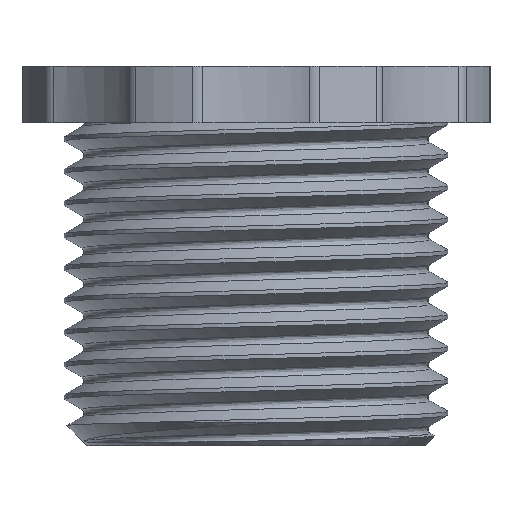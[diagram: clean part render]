
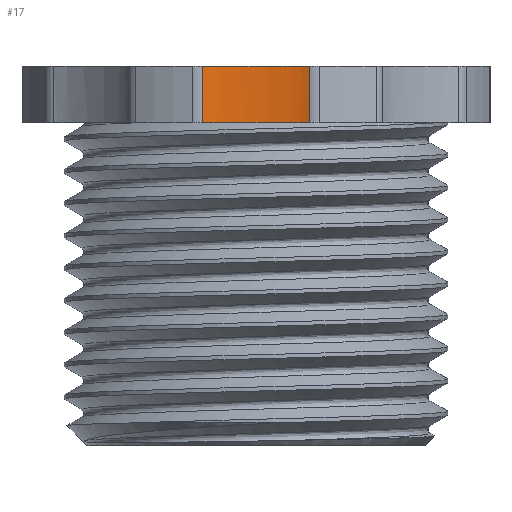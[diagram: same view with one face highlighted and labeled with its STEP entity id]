
A CAD part, front view. The second image highlights one B-rep face of the part: STEP entity #17.
In plain terms, the highlighted face is a extrusion surface.
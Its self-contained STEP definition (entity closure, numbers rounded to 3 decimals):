
#17 = ADVANCED_FACE('',(#18),#33,.F.);
#18 = FACE_BOUND('',#19,.F.);
#19 = EDGE_LOOP('',(#20,#59,#99,#132,#172,#196));
#20 = ORIENTED_EDGE('',*,*,#21,.F.);
#21 = EDGE_CURVE('',#22,#24,#26,.T.);
#22 = VERTEX_POINT('',#23);
#23 = CARTESIAN_POINT('',(-6.654,-28.89,0.));
#24 = VERTEX_POINT('',#25);
#25 = CARTESIAN_POINT('',(-4.037,-28.273,0.));
#26 = SURFACE_CURVE('',#27,(#32,#47),.PCURVE_S1.);
#27 = ELLIPSE('',#28,8.,2.);
#28 = AXIS2_PLACEMENT_3D('',#29,#30,#31);
#29 = CARTESIAN_POINT('',(0.,-30.,0.));
#30 = DIRECTION('',(0.,-0.,-1.));
#31 = DIRECTION('',(1.,0.,0.));
#32 = PCURVE('',#33,#41);
#33 = SURFACE_OF_LINEAR_EXTRUSION('',#34,#39);
#34 = ELLIPSE('',#35,8.,2.);
#35 = AXIS2_PLACEMENT_3D('',#36,#37,#38);
#36 = CARTESIAN_POINT('',(0.,-30.,0.));
#37 = DIRECTION('',(0.,-0.,-1.));
#38 = DIRECTION('',(1.,0.,0.));
#39 = VECTOR('',#40,1.);
#40 = DIRECTION('',(-0.,-0.,-1.));
#41 = DEFINITIONAL_REPRESENTATION('',(#42),#46);
#42 = LINE('',#43,#44);
#43 = CARTESIAN_POINT('',(0.,0.));
#44 = VECTOR('',#45,1.);
#45 = DIRECTION('',(1.,0.));
#46 = ( GEOMETRIC_REPRESENTATION_CONTEXT(2) 
PARAMETRIC_REPRESENTATION_CONTEXT() REPRESENTATION_CONTEXT('2D SPACE',''
  ) );
#47 = PCURVE('',#48,#53);
#48 = PLANE('',#49);
#49 = AXIS2_PLACEMENT_3D('',#50,#51,#52);
#50 = CARTESIAN_POINT('',(0.,0.,0.));
#51 = DIRECTION('',(-0.,-0.,-1.));
#52 = DIRECTION('',(-1.,0.,0.));
#53 = DEFINITIONAL_REPRESENTATION('',(#54),#58);
#54 = ELLIPSE('',#55,8.,2.);
#55 = AXIS2_PLACEMENT_2D('',#56,#57);
#56 = CARTESIAN_POINT('',(0.,-30.));
#57 = DIRECTION('',(-1.,0.));
#58 = ( GEOMETRIC_REPRESENTATION_CONTEXT(2) 
PARAMETRIC_REPRESENTATION_CONTEXT() REPRESENTATION_CONTEXT('2D SPACE',''
  ) );
#59 = ORIENTED_EDGE('',*,*,#60,.F.);
#60 = EDGE_CURVE('',#61,#22,#63,.T.);
#61 = VERTEX_POINT('',#62);
#62 = CARTESIAN_POINT('',(-6.654,-28.89,7.));
#63 = SURFACE_CURVE('',#64,(#70,#76),.PCURVE_S1.);
#64 = B_SPLINE_CURVE_WITH_KNOTS('',2,(#65,#66,#67,#68,#69),
  .UNSPECIFIED.,.F.,.F.,(3,1,1,3),(-0.428,0.,
    7.,7.428),.UNSPECIFIED.);
#65 = CARTESIAN_POINT('',(-6.654,-28.89,7.428));
#66 = CARTESIAN_POINT('',(-6.654,-28.89,7.214));
#67 = CARTESIAN_POINT('',(-6.654,-28.89,3.5));
#68 = CARTESIAN_POINT('',(-6.654,-28.89,-0.214));
#69 = CARTESIAN_POINT('',(-6.654,-28.89,-0.428));
#70 = PCURVE('',#33,#71);
#71 = DEFINITIONAL_REPRESENTATION('',(#72),#75);
#72 = B_SPLINE_CURVE_WITH_KNOTS('',1,(#73,#74),.UNSPECIFIED.,.F.,.F.,(2,
    2),(0.,7.),.PIECEWISE_BEZIER_KNOTS.);
#73 = CARTESIAN_POINT('',(3.73,-7.));
#74 = CARTESIAN_POINT('',(3.73,0.));
#75 = ( GEOMETRIC_REPRESENTATION_CONTEXT(2) 
PARAMETRIC_REPRESENTATION_CONTEXT() REPRESENTATION_CONTEXT('2D SPACE',''
  ) );
#76 = PCURVE('',#77,#93);
#77 = ( BOUNDED_SURFACE() B_SPLINE_SURFACE(2,2,(
    (#78,#79,#80,#81,#82)
    ,(#83,#84,#85,#86,#87)
    ,(#88,#89,#90,#91,#92
)),.UNSPECIFIED.,.F.,.F.,.F.) B_SPLINE_SURFACE_WITH_KNOTS((3,3),(3,1,1,3
    ),(0.,7.),(-0.428,0.,7.,
7.428),.UNSPECIFIED.) GEOMETRIC_REPRESENTATION_ITEM() 
RATIONAL_B_SPLINE_SURFACE((
    (1.,1.,1.,1.,1.)
    ,(0.952,0.952,0.952,0.952,0.952)
,(1.,1.,1.,1.,1.))) REPRESENTATION_ITEM('') SURFACE() );
#78 = CARTESIAN_POINT('',(-6.654,-28.89,7.428));
#79 = CARTESIAN_POINT('',(-6.654,-28.89,7.214));
#80 = CARTESIAN_POINT('',(-6.654,-28.89,3.5));
#81 = CARTESIAN_POINT('',(-6.654,-28.89,-0.214));
#82 = CARTESIAN_POINT('',(-6.654,-28.89,-0.428));
#83 = CARTESIAN_POINT('',(-7.258,-29.116,7.428));
#84 = CARTESIAN_POINT('',(-7.258,-29.116,7.214));
#85 = CARTESIAN_POINT('',(-7.258,-29.116,3.5));
#86 = CARTESIAN_POINT('',(-7.258,-29.116,-0.214));
#87 = CARTESIAN_POINT('',(-7.258,-29.116,-0.428));
#88 = CARTESIAN_POINT('',(-7.881,-28.946,7.428));
#89 = CARTESIAN_POINT('',(-7.881,-28.946,7.214));
#90 = CARTESIAN_POINT('',(-7.881,-28.946,3.5));
#91 = CARTESIAN_POINT('',(-7.881,-28.946,-0.214));
#92 = CARTESIAN_POINT('',(-7.881,-28.946,-0.428));
#93 = DEFINITIONAL_REPRESENTATION('',(#94),#98);
#94 = LINE('',#95,#96);
#95 = CARTESIAN_POINT('',(0.,0.));
#96 = VECTOR('',#97,1.);
#97 = DIRECTION('',(0.,1.));
#98 = ( GEOMETRIC_REPRESENTATION_CONTEXT(2) 
PARAMETRIC_REPRESENTATION_CONTEXT() REPRESENTATION_CONTEXT('2D SPACE',''
  ) );
#99 = ORIENTED_EDGE('',*,*,#100,.T.);
#100 = EDGE_CURVE('',#61,#101,#103,.T.);
#101 = VERTEX_POINT('',#102);
#102 = CARTESIAN_POINT('',(6.654,-28.89,7.));
#103 = SURFACE_CURVE('',#104,(#109,#116),.PCURVE_S1.);
#104 = ELLIPSE('',#105,8.,2.);
#105 = AXIS2_PLACEMENT_3D('',#106,#107,#108);
#106 = CARTESIAN_POINT('',(0.,-30.,7.));
#107 = DIRECTION('',(0.,-0.,-1.));
#108 = DIRECTION('',(1.,0.,0.));
#109 = PCURVE('',#33,#110);
#110 = DEFINITIONAL_REPRESENTATION('',(#111),#115);
#111 = LINE('',#112,#113);
#112 = CARTESIAN_POINT('',(0.,-7.));
#113 = VECTOR('',#114,1.);
#114 = DIRECTION('',(1.,0.));
#115 = ( GEOMETRIC_REPRESENTATION_CONTEXT(2) 
PARAMETRIC_REPRESENTATION_CONTEXT() REPRESENTATION_CONTEXT('2D SPACE',''
  ) );
#116 = PCURVE('',#117,#122);
#117 = PLANE('',#118);
#118 = AXIS2_PLACEMENT_3D('',#119,#120,#121);
#119 = CARTESIAN_POINT('',(0.,0.,7.));
#120 = DIRECTION('',(0.,0.,1.));
#121 = DIRECTION('',(1.,0.,0.));
#122 = DEFINITIONAL_REPRESENTATION('',(#123),#131);
#123 = ( BOUNDED_CURVE() B_SPLINE_CURVE(2,(#124,#125,#126,#127,#128,#129
,#130),.UNSPECIFIED.,.T.,.F.) B_SPLINE_CURVE_WITH_KNOTS((1,2,2,2,2,1),(
    -2.094,0.,2.094,4.189,6.283,
8.378),.UNSPECIFIED.) CURVE() GEOMETRIC_REPRESENTATION_ITEM() 
RATIONAL_B_SPLINE_CURVE((1.,0.5,1.,0.5,1.,0.5,1.)) REPRESENTATION_ITEM(
  '') );
#124 = CARTESIAN_POINT('',(8.,-30.));
#125 = CARTESIAN_POINT('',(8.,-33.464));
#126 = CARTESIAN_POINT('',(-4.,-31.732));
#127 = CARTESIAN_POINT('',(-16.,-30.));
#128 = CARTESIAN_POINT('',(-4.,-28.268));
#129 = CARTESIAN_POINT('',(8.,-26.536));
#130 = CARTESIAN_POINT('',(8.,-30.));
#131 = ( GEOMETRIC_REPRESENTATION_CONTEXT(2) 
PARAMETRIC_REPRESENTATION_CONTEXT() REPRESENTATION_CONTEXT('2D SPACE',''
  ) );
#132 = ORIENTED_EDGE('',*,*,#133,.T.);
#133 = EDGE_CURVE('',#101,#134,#136,.T.);
#134 = VERTEX_POINT('',#135);
#135 = CARTESIAN_POINT('',(6.654,-28.89,0.));
#136 = SURFACE_CURVE('',#137,(#143,#149),.PCURVE_S1.);
#137 = B_SPLINE_CURVE_WITH_KNOTS('',2,(#138,#139,#140,#141,#142),
  .UNSPECIFIED.,.F.,.F.,(3,1,1,3),(-0.428,0.,
    7.,7.428),.UNSPECIFIED.);
#138 = CARTESIAN_POINT('',(6.654,-28.89,7.428));
#139 = CARTESIAN_POINT('',(6.654,-28.89,7.214));
#140 = CARTESIAN_POINT('',(6.654,-28.89,3.5));
#141 = CARTESIAN_POINT('',(6.654,-28.89,-0.214));
#142 = CARTESIAN_POINT('',(6.654,-28.89,-0.428));
#143 = PCURVE('',#33,#144);
#144 = DEFINITIONAL_REPRESENTATION('',(#145),#148);
#145 = B_SPLINE_CURVE_WITH_KNOTS('',1,(#146,#147),.UNSPECIFIED.,.F.,.F.,
  (2,2),(0.,7.),.PIECEWISE_BEZIER_KNOTS.);
#146 = CARTESIAN_POINT('',(5.695,-7.));
#147 = CARTESIAN_POINT('',(5.695,0.));
#148 = ( GEOMETRIC_REPRESENTATION_CONTEXT(2) 
PARAMETRIC_REPRESENTATION_CONTEXT() REPRESENTATION_CONTEXT('2D SPACE',''
  ) );
#149 = PCURVE('',#150,#166);
#150 = ( BOUNDED_SURFACE() B_SPLINE_SURFACE(2,2,(
    (#151,#152,#153,#154,#155)
    ,(#156,#157,#158,#159,#160)
    ,(#161,#162,#163,#164,#165
)),.UNSPECIFIED.,.F.,.F.,.F.) B_SPLINE_SURFACE_WITH_KNOTS((3,3),(3,1,1,3
    ),(0.,7.),(-0.428,0.,7.,
7.428),.UNSPECIFIED.) GEOMETRIC_REPRESENTATION_ITEM() 
RATIONAL_B_SPLINE_SURFACE((
    (1.,1.,1.,1.,1.)
    ,(0.952,0.952,0.952,0.952
      ,0.952)
,(1.,1.,1.,1.,1.))) REPRESENTATION_ITEM('') SURFACE() );
#151 = CARTESIAN_POINT('',(6.654,-28.89,7.428));
#152 = CARTESIAN_POINT('',(6.654,-28.89,7.214));
#153 = CARTESIAN_POINT('',(6.654,-28.89,3.5));
#154 = CARTESIAN_POINT('',(6.654,-28.89,-0.214));
#155 = CARTESIAN_POINT('',(6.654,-28.89,-0.428));
#156 = CARTESIAN_POINT('',(7.258,-29.116,7.428));
#157 = CARTESIAN_POINT('',(7.258,-29.116,7.214));
#158 = CARTESIAN_POINT('',(7.258,-29.116,3.5));
#159 = CARTESIAN_POINT('',(7.258,-29.116,-0.214));
#160 = CARTESIAN_POINT('',(7.258,-29.116,-0.428));
#161 = CARTESIAN_POINT('',(7.881,-28.946,7.428));
#162 = CARTESIAN_POINT('',(7.881,-28.946,7.214));
#163 = CARTESIAN_POINT('',(7.881,-28.946,3.5));
#164 = CARTESIAN_POINT('',(7.881,-28.946,-0.214));
#165 = CARTESIAN_POINT('',(7.881,-28.946,-0.428));
#166 = DEFINITIONAL_REPRESENTATION('',(#167),#171);
#167 = LINE('',#168,#169);
#168 = CARTESIAN_POINT('',(0.,0.));
#169 = VECTOR('',#170,1.);
#170 = DIRECTION('',(0.,1.));
#171 = ( GEOMETRIC_REPRESENTATION_CONTEXT(2) 
PARAMETRIC_REPRESENTATION_CONTEXT() REPRESENTATION_CONTEXT('2D SPACE',''
  ) );
#172 = ORIENTED_EDGE('',*,*,#173,.F.);
#173 = EDGE_CURVE('',#174,#134,#176,.T.);
#174 = VERTEX_POINT('',#175);
#175 = CARTESIAN_POINT('',(4.037,-28.273,0.));
#176 = SURFACE_CURVE('',#177,(#182,#189),.PCURVE_S1.);
#177 = ELLIPSE('',#178,8.,2.);
#178 = AXIS2_PLACEMENT_3D('',#179,#180,#181);
#179 = CARTESIAN_POINT('',(0.,-30.,0.));
#180 = DIRECTION('',(0.,-0.,-1.));
#181 = DIRECTION('',(1.,0.,0.));
#182 = PCURVE('',#33,#183);
#183 = DEFINITIONAL_REPRESENTATION('',(#184),#188);
#184 = LINE('',#185,#186);
#185 = CARTESIAN_POINT('',(0.,0.));
#186 = VECTOR('',#187,1.);
#187 = DIRECTION('',(1.,0.));
#188 = ( GEOMETRIC_REPRESENTATION_CONTEXT(2) 
PARAMETRIC_REPRESENTATION_CONTEXT() REPRESENTATION_CONTEXT('2D SPACE',''
  ) );
#189 = PCURVE('',#48,#190);
#190 = DEFINITIONAL_REPRESENTATION('',(#191),#195);
#191 = ELLIPSE('',#192,8.,2.);
#192 = AXIS2_PLACEMENT_2D('',#193,#194);
#193 = CARTESIAN_POINT('',(0.,-30.));
#194 = DIRECTION('',(-1.,0.));
#195 = ( GEOMETRIC_REPRESENTATION_CONTEXT(2) 
PARAMETRIC_REPRESENTATION_CONTEXT() REPRESENTATION_CONTEXT('2D SPACE',''
  ) );
#196 = ORIENTED_EDGE('',*,*,#197,.F.);
#197 = EDGE_CURVE('',#24,#174,#198,.T.);
#198 = SURFACE_CURVE('',#199,(#204,#211),.PCURVE_S1.);
#199 = ELLIPSE('',#200,8.,2.);
#200 = AXIS2_PLACEMENT_3D('',#201,#202,#203);
#201 = CARTESIAN_POINT('',(0.,-30.,0.));
#202 = DIRECTION('',(0.,-0.,-1.));
#203 = DIRECTION('',(1.,0.,0.));
#204 = PCURVE('',#33,#205);
#205 = DEFINITIONAL_REPRESENTATION('',(#206),#210);
#206 = LINE('',#207,#208);
#207 = CARTESIAN_POINT('',(0.,0.));
#208 = VECTOR('',#209,1.);
#209 = DIRECTION('',(1.,0.));
#210 = ( GEOMETRIC_REPRESENTATION_CONTEXT(2) 
PARAMETRIC_REPRESENTATION_CONTEXT() REPRESENTATION_CONTEXT('2D SPACE',''
  ) );
#211 = PCURVE('',#48,#212);
#212 = DEFINITIONAL_REPRESENTATION('',(#213),#217);
#213 = ELLIPSE('',#214,8.,2.);
#214 = AXIS2_PLACEMENT_2D('',#215,#216);
#215 = CARTESIAN_POINT('',(0.,-30.));
#216 = DIRECTION('',(-1.,0.));
#217 = ( GEOMETRIC_REPRESENTATION_CONTEXT(2) 
PARAMETRIC_REPRESENTATION_CONTEXT() REPRESENTATION_CONTEXT('2D SPACE',''
  ) );
